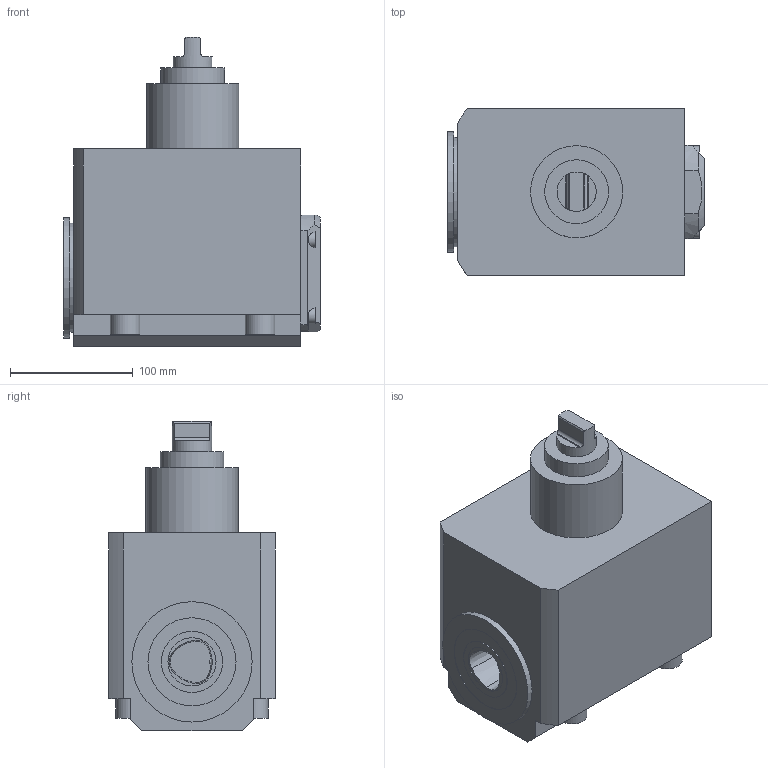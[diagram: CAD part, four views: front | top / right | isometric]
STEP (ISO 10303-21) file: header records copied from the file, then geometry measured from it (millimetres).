
FILE_DESCRIPTION(/* description */ (''),/* implementation_level */ '2;1');
FILE_NAME(/* name */ '1533821010555.stp',/* time_stamp */ '2018-08-09T15:23:36+02:00',/* author */ (''),/* organization */ ('SMS'),/* preprocessor_version */ 'ST-DEVELOPER v15',/* originating_system */ 'SIEMENS PLM Software NX 8.5',/* authorisation */ '');
FILE_SCHEMA (('AUTOMOTIVE_DESIGN { 1 0 10303 214 3 1 1 1 }'));
Length unit declared in the file: millimetre
Products named in the file (1): 201817043mod000_00
Bounding box: 209 x 136 x 251.83 mm (x, y, z)
Volume: 4268133.3 mm3; surface area: 177990.9 mm2
Topology: 1 solids, 1 shells, 84 faces, 208 edges, 139 vertices
Faces by surface type: plane 50, cylinder 27, cone 7
Full cylindrical faces by diameter (mm): 3 x1, 32 x1, 39.2 x1, 49.804 x1, 52 x1, 71.8 x1, 75 x1, 89 x1, 98 x1
Entity records: 2610 total; most frequent: CARTESIAN_POINT 564, DIRECTION 428, ORIENTED_EDGE 394, EDGE_CURVE 197, AXIS2_PLACEMENT_3D 159, VERTEX_POINT 137, LINE 110, VECTOR 110
